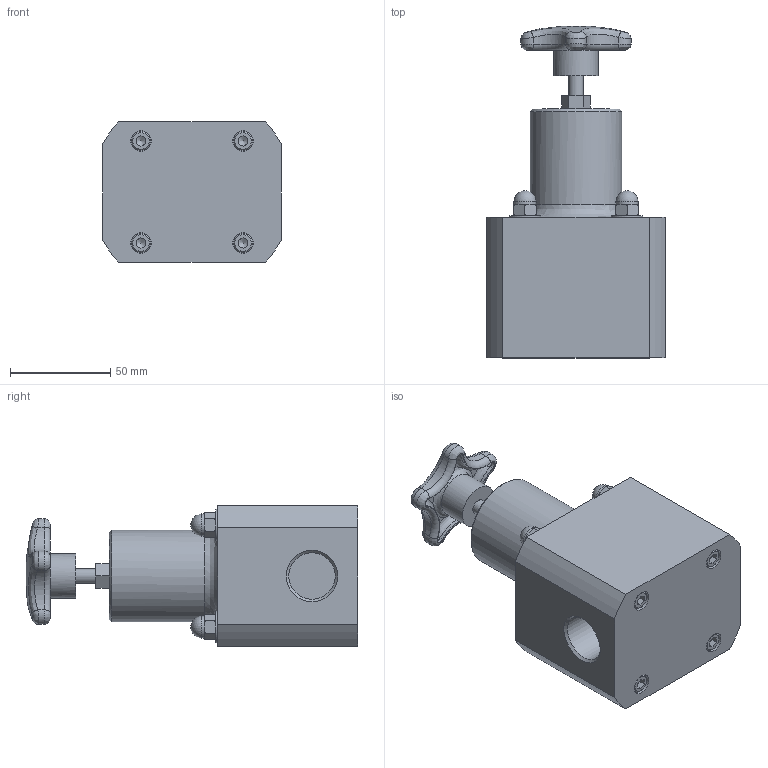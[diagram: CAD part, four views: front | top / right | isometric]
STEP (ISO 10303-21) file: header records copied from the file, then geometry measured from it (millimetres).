
FILE_DESCRIPTION((''),'2;1');
FILE_NAME('TVBP75-PVC-G_R0.ipt.stp','2017-04-04T12:10:01',(''),(''),'Autodesk Inventor 2009','Autodesk Inventor 2009','');
FILE_SCHEMA(('AUTOMOTIVE_DESIGN { 1 0 10303 214 1 1 1 1 }'));
Length unit declared in the file: inch
Products named in the file (1): TVBP75-PVC-G_R0
Bounding box: 88.9 x 165.14 x 69.85 mm (x, y, z)
Volume: 520128.8 mm3; surface area: 53623.4 mm2
Topology: 1 solids, 5 shells, 361 faces, 856 edges, 525 vertices
Faces by surface type: plane 153, bspline 105, cylinder 52, cone 19, sphere 17, torus 15
Full cylindrical faces by diameter (mm): 4.445 x4, 7.442 x1, 7.938 x1, 9.525 x4, 10.998 x4, 15.875 x4, 22.098 x1, 23.139 x2, 45.72 x1
Entity records: 14352 total; most frequent: CARTESIAN_POINT 6633, ORIENTED_EDGE 1582, DIRECTION 1418, EDGE_CURVE 791, AXIS2_PLACEMENT_3D 597, VERTEX_POINT 514, EDGE_LOOP 435, FACE_OUTER_BOUND 361
